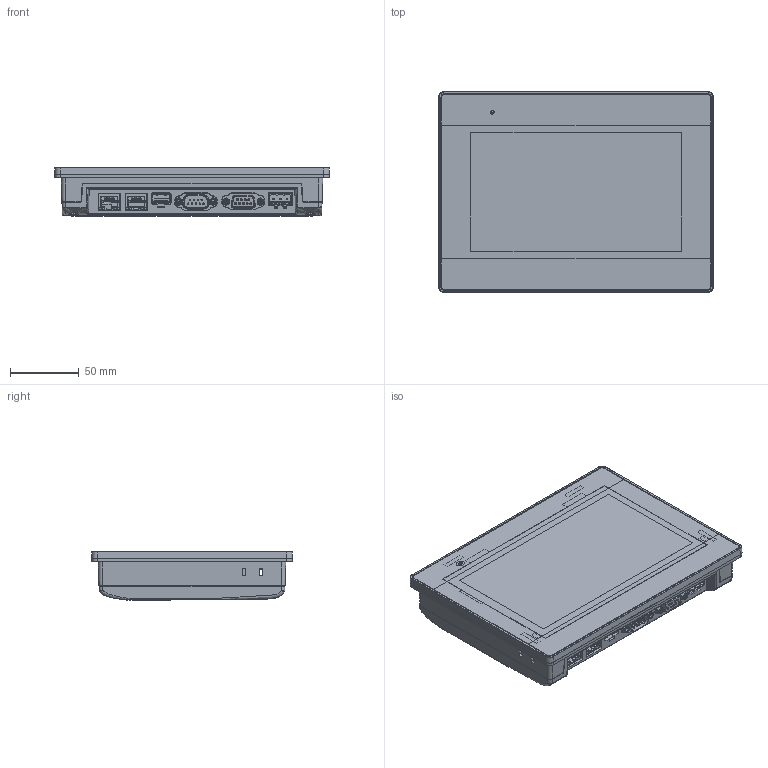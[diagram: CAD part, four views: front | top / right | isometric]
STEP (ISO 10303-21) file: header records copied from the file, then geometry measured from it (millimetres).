
FILE_DESCRIPTION (( 'STEP AP214' ), '1' );
FILE_NAME ('cMT2078X.STEP', '2023-10-17T06:52:09', ( '' ), ( '' ), 'SwSTEP 2.0', 'SolidWorks 2019', '' );
FILE_SCHEMA (( 'AUTOMOTIVE_DESIGN' ));
Length unit declared in the file: millimetre
Products named in the file (1): cMT2078X
Bounding box: 200.4 x 146.5 x 35.4 mm (x, y, z)
Surface area: 132208.4 mm2 (no closed solid volume)
Topology: 0 solids, 66 shells, 1076 faces, 4585 edges, 3485 vertices
Faces by surface type: plane 527, cylinder 235, bspline 233, cone 39, sphere 26, torus 16
Entity records: 79976 total; most frequent: CARTESIAN_POINT 35141, ORIENTED_EDGE 6493, DIRECTION 5417, EDGE_CURVE 4539, VERTEX_POINT 3467, LINE 2749, VECTOR 2749, AXIS2_PLACEMENT_3D 1334
